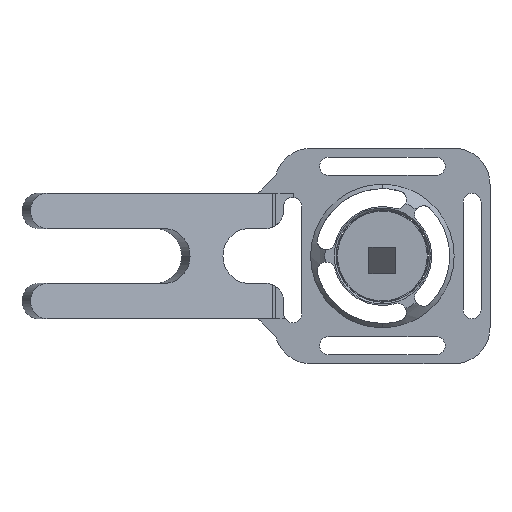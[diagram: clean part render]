
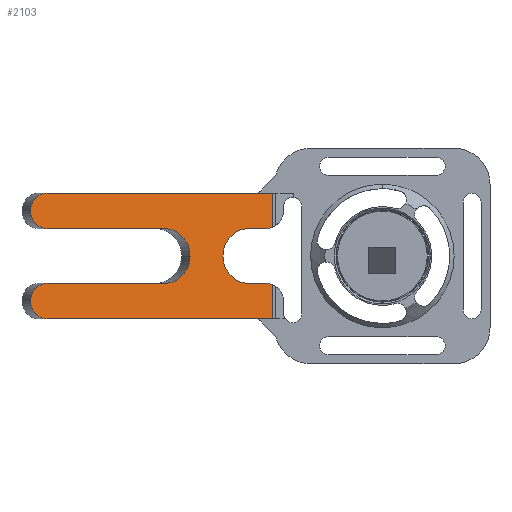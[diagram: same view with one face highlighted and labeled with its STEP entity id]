
A CAD part, front view. The second image highlights one B-rep face of the part: STEP entity #2103.
In plain terms, the highlighted face is planar.
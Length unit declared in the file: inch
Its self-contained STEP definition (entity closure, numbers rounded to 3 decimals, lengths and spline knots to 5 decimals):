
#3 = EDGE_CURVE ( 'NONE', #332, #2245, #2378, .T. ) ;
#39 = AXIS2_PLACEMENT_3D ( 'NONE', #301, #320, #3290 ) ;
#83 = VERTEX_POINT ( 'NONE', #448 ) ;
#84 = EDGE_CURVE ( 'NONE', #1874, #1511, #2959, .T. ) ;
#101 = DIRECTION ( 'NONE',  ( 0.94, -0.342, 0. ) ) ;
#128 = EDGE_LOOP ( 'NONE', ( #716, #1050, #1595, #2050, #3084, #979, #1045, #1648, #1582, #1766, #2676, #2384, #3086, #3158, #802 ) ) ;
#172 = PLANE ( 'NONE',  #1854 ) ;
#207 = LINE ( 'NONE', #1593, #861 ) ;
#301 = CARTESIAN_POINT ( 'NONE',  ( 0.73568, -0.16054, 0.09892 ) ) ;
#320 = DIRECTION ( 'NONE',  ( 0.342, 0.94, 0. ) ) ;
#324 = CARTESIAN_POINT ( 'NONE',  ( 0.47841, -0.0669, 0.06004 ) ) ;
#332 = VERTEX_POINT ( 'NONE', #324 ) ;
#359 = LINE ( 'NONE', #416, #2760 ) ;
#371 = EDGE_CURVE ( 'NONE', #1039, #2685, #3347, .T. ) ;
#408 = DIRECTION ( 'NONE',  ( 0.94, -0.342, 0. ) ) ;
#416 = CARTESIAN_POINT ( 'NONE',  ( 0.66169, -0.13361, 0.06004 ) ) ;
#419 = VECTOR ( 'NONE', #2201, 39.37008 ) ;
#422 = VERTEX_POINT ( 'NONE', #1646 ) ;
#448 = CARTESIAN_POINT ( 'NONE',  ( 0.73568, -0.16054, -0.1378 ) ) ;
#522 = EDGE_CURVE ( 'NONE', #2118, #1874, #207, .T. ) ;
#564 = LINE ( 'NONE', #1650, #3126 ) ;
#639 = CARTESIAN_POINT ( 'NONE',  ( 0.2454, 0.01791, 0.0611 ) ) ;
#644 = CARTESIAN_POINT ( 'NONE',  ( 0.25591, 0.01409, -0.06004 ) ) ;
#649 = DIRECTION ( 'NONE',  ( -0.342, -0.94, 0. ) ) ;
#656 = DIRECTION ( 'NONE',  ( 0.342, 0.94, 0. ) ) ;
#716 = ORIENTED_EDGE ( 'NONE', *, *, #2233, .F. ) ;
#802 = ORIENTED_EDGE ( 'NONE', *, *, #2043, .F. ) ;
#846 = EDGE_CURVE ( 'NONE', #83, #1896, #1658, .T. ) ;
#854 = DIRECTION ( 'NONE',  ( -0.94, 0.342, 0. ) ) ;
#861 = VECTOR ( 'NONE', #3447, 39.37008 ) ;
#887 = CARTESIAN_POINT ( 'NONE',  ( 0.24052, 0.01969, -0.72316 ) ) ;
#937 = CARTESIAN_POINT ( 'NONE',  ( 0.29343, 0.00043, 0. ) ) ;
#964 = CARTESIAN_POINT ( 'NONE',  ( 0.2454, 0.01791, -0.0611 ) ) ;
#979 = ORIENTED_EDGE ( 'NONE', *, *, #1934, .T. ) ;
#987 = DIRECTION ( 'NONE',  ( -0.342, -0.94, 0. ) ) ;
#1039 = VERTEX_POINT ( 'NONE', #3376 ) ;
#1045 = ORIENTED_EDGE ( 'NONE', *, *, #2529, .F. ) ;
#1050 = ORIENTED_EDGE ( 'NONE', *, *, #1535, .T. ) ;
#1077 = EDGE_CURVE ( 'NONE', #2245, #1039, #1165, .T. ) ;
#1125 = DIRECTION ( 'NONE',  ( -0.94, 0.342, 0. ) ) ;
#1130 = CARTESIAN_POINT ( 'NONE',  ( 0.66169, -0.13361, -0.06004 ) ) ;
#1165 = CIRCLE ( 'NONE', #2234, 0.06004 ) ;
#1197 = LINE ( 'NONE', #887, #3240 ) ;
#1230 = CARTESIAN_POINT ( 'NONE',  ( 0.25591, 0.01409, -0.06004 ) ) ;
#1237 = LINE ( 'NONE', #1503, #2601 ) ;
#1448 = CARTESIAN_POINT ( 'NONE',  ( 0.29343, 0.00043, 0.06004 ) ) ;
#1471 = CARTESIAN_POINT ( 'NONE',  ( 0.66169, -0.13361, -0.72316 ) ) ;
#1489 = CARTESIAN_POINT ( 'NONE',  ( 0.42199, -0.04637, 0. ) ) ;
#1499 = EDGE_CURVE ( 'NONE', #1537, #332, #359, .T. ) ;
#1503 = CARTESIAN_POINT ( 'NONE',  ( 0.66169, -0.13361, 0.1378 ) ) ;
#1511 = VERTEX_POINT ( 'NONE', #1448 ) ;
#1535 = EDGE_CURVE ( 'NONE', #3032, #1655, #2192, .T. ) ;
#1537 = VERTEX_POINT ( 'NONE', #2313 ) ;
#1545 = CARTESIAN_POINT ( 'NONE',  ( 0.24052, 0.01969, -0.72316 ) ) ;
#1582 = ORIENTED_EDGE ( 'NONE', *, *, #1993, .F. ) ;
#1593 = CARTESIAN_POINT ( 'NONE',  ( 0.66169, -0.13361, -0.06004 ) ) ;
#1595 = ORIENTED_EDGE ( 'NONE', *, *, #2911, .F. ) ;
#1646 = CARTESIAN_POINT ( 'NONE',  ( 0.73568, -0.16054, 0.1378 ) ) ;
#1648 = ORIENTED_EDGE ( 'NONE', *, *, #846, .F. ) ;
#1650 = CARTESIAN_POINT ( 'NONE',  ( 0.66169, -0.13361, 0.06004 ) ) ;
#1655 = VERTEX_POINT ( 'NONE', #2930 ) ;
#1658 = LINE ( 'NONE', #3315, #1722 ) ;
#1683 = VECTOR ( 'NONE', #2634, 39.37008 ) ;
#1716 = DIRECTION ( 'NONE',  ( -0.342, -0.94, 0. ) ) ;
#1722 = VECTOR ( 'NONE', #854, 39.37008 ) ;
#1749 = DIRECTION ( 'NONE',  ( 0.94, -0.342, 0. ) ) ;
#1759 = CARTESIAN_POINT ( 'NONE',  ( 0.24052, 0.01969, -0.1378 ) ) ;
#1766 = ORIENTED_EDGE ( 'NONE', *, *, #371, .F. ) ;
#1795 = AXIS2_PLACEMENT_3D ( 'NONE', #3110, #656, #2838 ) ;
#1811 = LINE ( 'NONE', #1545, #1683 ) ;
#1832 = CARTESIAN_POINT ( 'NONE',  ( 0.24052, 0.01969, -0.06317 ) ) ;
#1853 = DIRECTION ( 'NONE',  ( 0.94, -0.342, 0. ) ) ;
#1854 = AXIS2_PLACEMENT_3D ( 'NONE', #1471, #987, #2846 ) ;
#1874 = VERTEX_POINT ( 'NONE', #2289 ) ;
#1896 = VERTEX_POINT ( 'NONE', #1759 ) ;
#1934 = EDGE_CURVE ( 'NONE', #2118, #2693, #3079, .T. ) ;
#1958 = CIRCLE ( 'NONE', #1795, 0.03888 ) ;
#1983 = DIRECTION ( 'NONE',  ( -0.342, -0.94, 0. ) ) ;
#1988 = CARTESIAN_POINT ( 'NONE',  ( 0.24052, 0.01969, 0.06317 ) ) ;
#1993 = EDGE_CURVE ( 'NONE', #2685, #83, #1958, .T. ) ;
#2043 = EDGE_CURVE ( 'NONE', #2157, #422, #1237, .T. ) ;
#2050 = ORIENTED_EDGE ( 'NONE', *, *, #84, .F. ) ;
#2103 = ADVANCED_FACE ( 'NONE', ( #3118 ), #172, .T. ) ;
#2118 = VERTEX_POINT ( 'NONE', #644 ) ;
#2157 = VERTEX_POINT ( 'NONE', #3180 ) ;
#2192 =( BOUNDED_CURVE ( )  B_SPLINE_CURVE ( 3, ( #1988, #639, #2333, #3170 ),
 .UNSPECIFIED., .F., .T. ) 
 B_SPLINE_CURVE_WITH_KNOTS ( ( 4, 4 ),
 ( 4.31094, 4.71239 ),
 .UNSPECIFIED. ) 
 CURVE ( )  GEOMETRIC_REPRESENTATION_ITEM ( )  RATIONAL_B_SPLINE_CURVE ( ( 1., 0.987, 0.987, 1. ) ) 
 REPRESENTATION_ITEM ( '' )  );
#2201 = DIRECTION ( 'NONE',  ( 0.94, -0.342, 0. ) ) ;
#2233 = EDGE_CURVE ( 'NONE', #3032, #2157, #1811, .T. ) ;
#2234 = AXIS2_PLACEMENT_3D ( 'NONE', #3105, #649, #1853 ) ;
#2245 = VERTEX_POINT ( 'NONE', #1489 ) ;
#2289 = CARTESIAN_POINT ( 'NONE',  ( 0.29343, 0.00043, -0.06004 ) ) ;
#2309 = CARTESIAN_POINT ( 'NONE',  ( 0.24052, 0.01969, -0.06317 ) ) ;
#2313 = CARTESIAN_POINT ( 'NONE',  ( 0.73568, -0.16054, 0.06004 ) ) ;
#2333 = CARTESIAN_POINT ( 'NONE',  ( 0.2506, 0.01602, 0.06004 ) ) ;
#2378 = CIRCLE ( 'NONE', #3134, 0.06004 ) ;
#2384 = ORIENTED_EDGE ( 'NONE', *, *, #3, .F. ) ;
#2386 = CARTESIAN_POINT ( 'NONE',  ( 0.73568, -0.16054, -0.06004 ) ) ;
#2529 = EDGE_CURVE ( 'NONE', #1896, #2693, #1197, .T. ) ;
#2601 = VECTOR ( 'NONE', #1749, 39.37008 ) ;
#2634 = DIRECTION ( 'NONE',  ( 0., 0., 1. ) ) ;
#2676 = ORIENTED_EDGE ( 'NONE', *, *, #1077, .F. ) ;
#2685 = VERTEX_POINT ( 'NONE', #2386 ) ;
#2693 = VERTEX_POINT ( 'NONE', #1832 ) ;
#2760 = VECTOR ( 'NONE', #3113, 39.37008 ) ;
#2814 = CARTESIAN_POINT ( 'NONE',  ( 0.47841, -0.0669, 0. ) ) ;
#2838 = DIRECTION ( 'NONE',  ( 0.94, -0.342, 0. ) ) ;
#2846 = DIRECTION ( 'NONE',  ( 0.94, -0.342, 0. ) ) ;
#2856 = EDGE_CURVE ( 'NONE', #422, #1537, #3470, .T. ) ;
#2911 = EDGE_CURVE ( 'NONE', #1511, #1655, #564, .T. ) ;
#2930 = CARTESIAN_POINT ( 'NONE',  ( 0.25591, 0.01409, 0.06004 ) ) ;
#2959 = CIRCLE ( 'NONE', #3422, 0.06004 ) ;
#3032 = VERTEX_POINT ( 'NONE', #3128 ) ;
#3077 = CARTESIAN_POINT ( 'NONE',  ( 0.2506, 0.01602, -0.06004 ) ) ;
#3079 =( BOUNDED_CURVE ( )  B_SPLINE_CURVE ( 3, ( #1230, #3077, #964, #2309 ),
 .UNSPECIFIED., .F., .T. ) 
 B_SPLINE_CURVE_WITH_KNOTS ( ( 4, 4 ),
 ( 4.71239, 5.11384 ),
 .UNSPECIFIED. ) 
 CURVE ( )  GEOMETRIC_REPRESENTATION_ITEM ( )  RATIONAL_B_SPLINE_CURVE ( ( 1., 0.987, 0.987, 1. ) ) 
 REPRESENTATION_ITEM ( '' )  );
#3084 = ORIENTED_EDGE ( 'NONE', *, *, #522, .F. ) ;
#3086 = ORIENTED_EDGE ( 'NONE', *, *, #1499, .F. ) ;
#3105 = CARTESIAN_POINT ( 'NONE',  ( 0.47841, -0.0669, 0. ) ) ;
#3110 = CARTESIAN_POINT ( 'NONE',  ( 0.73568, -0.16054, -0.09892 ) ) ;
#3113 = DIRECTION ( 'NONE',  ( -0.94, 0.342, 0. ) ) ;
#3118 = FACE_OUTER_BOUND ( 'NONE', #128, .T. ) ;
#3126 = VECTOR ( 'NONE', #1125, 39.37008 ) ;
#3128 = CARTESIAN_POINT ( 'NONE',  ( 0.24052, 0.01969, 0.06317 ) ) ;
#3133 = DIRECTION ( 'NONE',  ( 0., 0., 1. ) ) ;
#3134 = AXIS2_PLACEMENT_3D ( 'NONE', #2814, #1983, #101 ) ;
#3158 = ORIENTED_EDGE ( 'NONE', *, *, #2856, .F. ) ;
#3170 = CARTESIAN_POINT ( 'NONE',  ( 0.25591, 0.01409, 0.06004 ) ) ;
#3180 = CARTESIAN_POINT ( 'NONE',  ( 0.24052, 0.01969, 0.1378 ) ) ;
#3240 = VECTOR ( 'NONE', #3133, 39.37008 ) ;
#3290 = DIRECTION ( 'NONE',  ( 0.94, -0.342, 0. ) ) ;
#3315 = CARTESIAN_POINT ( 'NONE',  ( 0.66169, -0.13361, -0.1378 ) ) ;
#3347 = LINE ( 'NONE', #1130, #419 ) ;
#3376 = CARTESIAN_POINT ( 'NONE',  ( 0.47841, -0.0669, -0.06004 ) ) ;
#3422 = AXIS2_PLACEMENT_3D ( 'NONE', #937, #1716, #408 ) ;
#3447 = DIRECTION ( 'NONE',  ( 0.94, -0.342, 0. ) ) ;
#3470 = CIRCLE ( 'NONE', #39, 0.03888 ) ;
